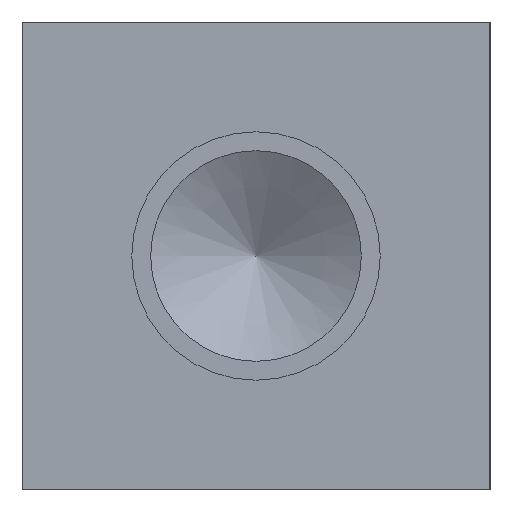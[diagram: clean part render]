
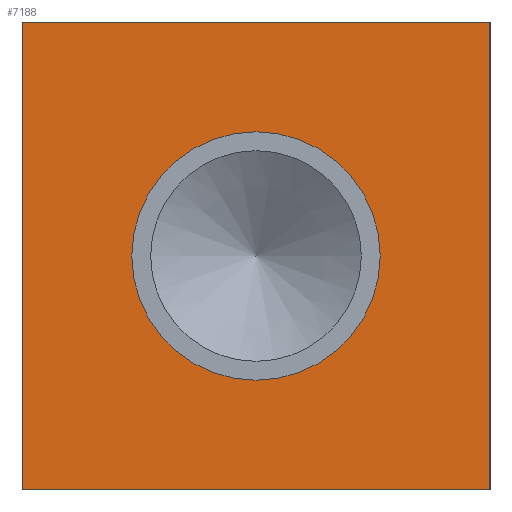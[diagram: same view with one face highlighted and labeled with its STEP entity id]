
A CAD part, left-side view. The second image highlights one B-rep face of the part: STEP entity #7188.
In plain terms, the highlighted planar face has unit normal (-1, 0, 0).
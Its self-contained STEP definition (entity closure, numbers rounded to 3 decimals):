
#120=CIRCLE('',#7545,16.853);
#121=CIRCLE('',#7546,16.853);
#162=FACE_BOUND('',#1168,.T.);
#405=PLANE('',#7548);
#766=FACE_OUTER_BOUND('',#1167,.T.);
#1167=EDGE_LOOP('',(#6393,#6394,#6395,#6396));
#1168=EDGE_LOOP('',(#6397,#6398));
#1492=LINE('',#11014,#2218);
#1902=LINE('',#12152,#2628);
#1903=LINE('',#12153,#2629);
#1904=LINE('',#12154,#2630);
#2218=VECTOR('',#8034,10.);
#2628=VECTOR('',#8956,10.);
#2629=VECTOR('',#8957,10.);
#2630=VECTOR('',#8958,10.);
#3132=VERTEX_POINT('',#11007);
#3135=VERTEX_POINT('',#11012);
#3476=VERTEX_POINT('',#12142);
#3477=VERTEX_POINT('',#12143);
#3478=VERTEX_POINT('',#12150);
#3479=VERTEX_POINT('',#12151);
#3956=EDGE_CURVE('',#3135,#3132,#1492,.T.);
#4454=EDGE_CURVE('',#3476,#3477,#120,.T.);
#4455=EDGE_CURVE('',#3477,#3476,#121,.T.);
#4458=EDGE_CURVE('',#3478,#3479,#1902,.T.);
#4459=EDGE_CURVE('',#3479,#3132,#1903,.T.);
#4460=EDGE_CURVE('',#3478,#3135,#1904,.T.);
#6393=ORIENTED_EDGE('',*,*,#4458,.T.);
#6394=ORIENTED_EDGE('',*,*,#4459,.T.);
#6395=ORIENTED_EDGE('',*,*,#3956,.F.);
#6396=ORIENTED_EDGE('',*,*,#4460,.F.);
#6397=ORIENTED_EDGE('',*,*,#4454,.T.);
#6398=ORIENTED_EDGE('',*,*,#4455,.T.);
#7188=ADVANCED_FACE('',(#766,#162),#405,.T.);
#7545=AXIS2_PLACEMENT_3D('',#12144,#8946,#8947);
#7546=AXIS2_PLACEMENT_3D('',#12145,#8948,#8949);
#7548=AXIS2_PLACEMENT_3D('',#12149,#8954,#8955);
#8034=DIRECTION('',(0.,-1.,0.));
#8946=DIRECTION('center_axis',(1.,0.,0.));
#8947=DIRECTION('ref_axis',(0.,1.,0.));
#8948=DIRECTION('center_axis',(1.,0.,0.));
#8949=DIRECTION('ref_axis',(0.,1.,0.));
#8954=DIRECTION('center_axis',(-1.,0.,0.));
#8955=DIRECTION('ref_axis',(0.,-1.,0.));
#8956=DIRECTION('',(0.,-1.,0.));
#8957=DIRECTION('',(0.,0.,1.));
#8958=DIRECTION('',(0.,0.,1.));
#11007=CARTESIAN_POINT('',(0.,0.,63.5));
#11012=CARTESIAN_POINT('',(0.,63.5,63.5));
#11014=CARTESIAN_POINT('',(0.,63.5,63.5));
#12142=CARTESIAN_POINT('',(0.,48.603,31.75));
#12143=CARTESIAN_POINT('',(0.,14.897,31.75));
#12144=CARTESIAN_POINT('Origin',(0.,31.75,31.75));
#12145=CARTESIAN_POINT('Origin',(0.,31.75,31.75));
#12149=CARTESIAN_POINT('Origin',(0.,63.5,0.));
#12150=CARTESIAN_POINT('',(0.,63.5,0.));
#12151=CARTESIAN_POINT('',(0.,0.,0.));
#12152=CARTESIAN_POINT('',(0.,63.5,0.));
#12153=CARTESIAN_POINT('',(0.,0.,0.));
#12154=CARTESIAN_POINT('',(0.,63.5,0.));
